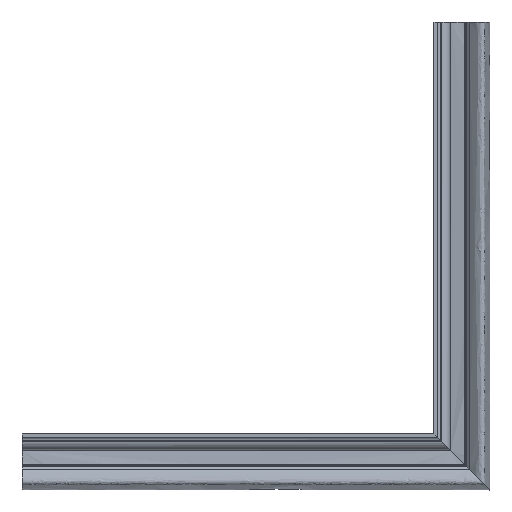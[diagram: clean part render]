
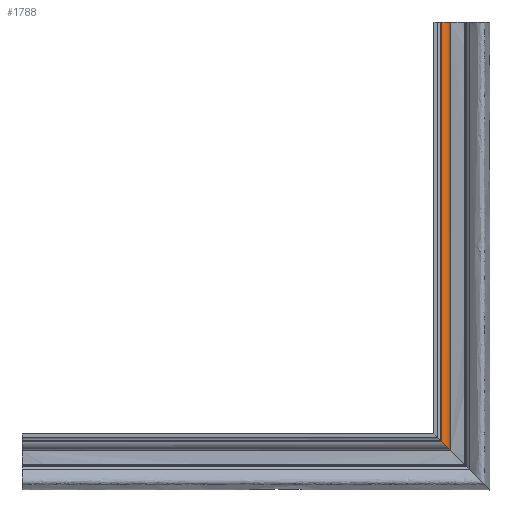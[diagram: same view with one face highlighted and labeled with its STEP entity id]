
A CAD part, front view. The second image highlights one B-rep face of the part: STEP entity #1788.
In plain terms, the highlighted cylindrical face has radius 8.8 mm (diameter 17.6 mm), a partial arc.
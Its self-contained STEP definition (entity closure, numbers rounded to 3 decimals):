
#29 = AXIS2_PLACEMENT_3D ( 'NONE', #2155, #2066, #2021 ) ;
#246 = ORIENTED_EDGE ( 'NONE', *, *, #487, .F. ) ;
#385 = VECTOR ( 'NONE', #1924, 1000. ) ;
#472 = CARTESIAN_POINT ( 'NONE',  ( 0.767, -8.767, 111.933 ) ) ;
#477 = CARTESIAN_POINT ( 'NONE',  ( 8.8, 0., 103.9 ) ) ;
#483 = CARTESIAN_POINT ( 'NONE',  ( 5.554, -8.348, 107.146 ) ) ;
#487 = EDGE_CURVE ( 'NONE', #2678, #1891, #1454, .T. ) ;
#491 = CARTESIAN_POINT ( 'NONE',  ( 8.8, -4.805, 103.9 ) ) ;
#543 = VERTEX_POINT ( 'NONE', #1735 ) ;
#741 = ORIENTED_EDGE ( 'NONE', *, *, #1032, .F. ) ;
#760 = DIRECTION ( 'NONE',  ( 0., 0., 1. ) ) ;
#791 = FACE_OUTER_BOUND ( 'NONE', #2754, .T. ) ;
#792 = CYLINDRICAL_SURFACE ( 'NONE', #2180, 8.8 ) ;
#856 = CARTESIAN_POINT ( 'NONE',  ( 8.8, 0., -513.894 ) ) ;
#1032 = EDGE_CURVE ( 'NONE', #1264, #2678, #1736, .T. ) ;
#1264 = VERTEX_POINT ( 'NONE', #3511 ) ;
#1350 = ORIENTED_EDGE ( 'NONE', *, *, #2935, .F. ) ;
#1454 = LINE ( 'NONE', #1939, #385 ) ;
#1710 = CIRCLE ( 'NONE', #29, 8.8 ) ;
#1735 = CARTESIAN_POINT ( 'NONE',  ( 8.8, 0., 499.5 ) ) ;
#1736 =( BOUNDED_CURVE ( )  B_SPLINE_CURVE ( 3, ( #477, #491, #483, #472 ),
 .UNSPECIFIED., .F., .T. ) 
 B_SPLINE_CURVE_WITH_KNOTS ( ( 4, 4 ),
 ( 3.142, 4.625 ),
 .UNSPECIFIED. ) 
 CURVE ( )  GEOMETRIC_REPRESENTATION_ITEM ( )  RATIONAL_B_SPLINE_CURVE ( ( 1., 0.825, 0.825, 1. ) ) 
 REPRESENTATION_ITEM ( '' )  );
#1788 = ADVANCED_FACE ( 'NONE', ( #791 ), #792, .T. ) ;
#1891 = VERTEX_POINT ( 'NONE', #2215 ) ;
#1906 = LINE ( 'NONE', #856, #1923 ) ;
#1923 = VECTOR ( 'NONE', #760, 1000. ) ;
#1924 = DIRECTION ( 'NONE',  ( 0., 0., 1. ) ) ;
#1939 = CARTESIAN_POINT ( 'NONE',  ( 0.767, -8.767, -513.894 ) ) ;
#2021 = DIRECTION ( 'NONE',  ( 1., 0., 0. ) ) ;
#2066 = DIRECTION ( 'NONE',  ( 0., 0., 1. ) ) ;
#2155 = CARTESIAN_POINT ( 'NONE',  ( 0., 0., 499.5 ) ) ;
#2180 = AXIS2_PLACEMENT_3D ( 'NONE', #2592, #2356, #2436 ) ;
#2215 = CARTESIAN_POINT ( 'NONE',  ( 0.767, -8.767, 499.5 ) ) ;
#2313 = EDGE_CURVE ( 'NONE', #1264, #543, #1906, .T. ) ;
#2356 = DIRECTION ( 'NONE',  ( 0., 0., 1. ) ) ;
#2436 = DIRECTION ( 'NONE',  ( 1., 0., 0. ) ) ;
#2592 = CARTESIAN_POINT ( 'NONE',  ( 0., 0., -513.894 ) ) ;
#2678 = VERTEX_POINT ( 'NONE', #3415 ) ;
#2754 = EDGE_LOOP ( 'NONE', ( #741, #2964, #1350, #246 ) ) ;
#2935 = EDGE_CURVE ( 'NONE', #1891, #543, #1710, .T. ) ;
#2964 = ORIENTED_EDGE ( 'NONE', *, *, #2313, .T. ) ;
#3415 = CARTESIAN_POINT ( 'NONE',  ( 0.767, -8.767, 111.933 ) ) ;
#3511 = CARTESIAN_POINT ( 'NONE',  ( 8.8, 0., 103.9 ) ) ;
